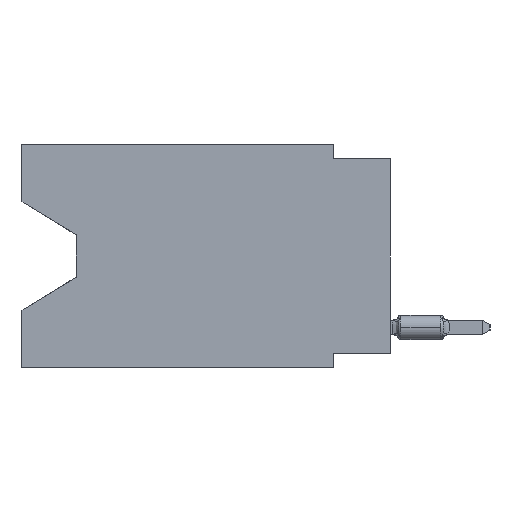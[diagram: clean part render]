
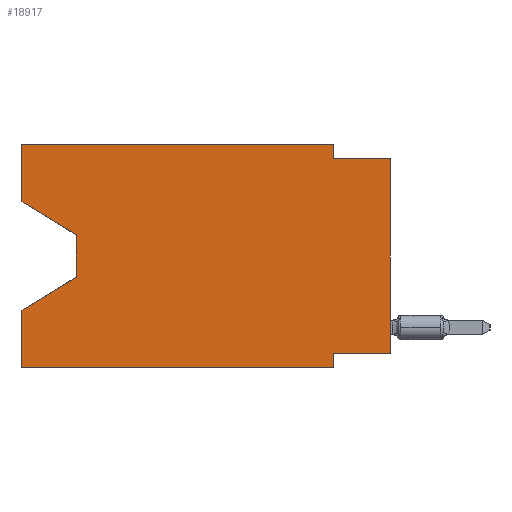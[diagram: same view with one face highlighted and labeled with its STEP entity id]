
A CAD part, left-side view. The second image highlights one B-rep face of the part: STEP entity #18917.
In plain terms, the highlighted planar face has unit normal (-1, 0, 0).
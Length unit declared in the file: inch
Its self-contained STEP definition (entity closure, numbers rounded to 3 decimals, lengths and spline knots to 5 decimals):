
#758 = EDGE_CURVE ( 'NONE', #21434, #7582, #23179, .T. ) ;
#930 = LINE ( 'NONE', #7963, #24052 ) ;
#964 = ORIENTED_EDGE ( 'NONE', *, *, #758, .T. ) ;
#1214 = ORIENTED_EDGE ( 'NONE', *, *, #15446, .F. ) ;
#1307 = VERTEX_POINT ( 'NONE', #2179 ) ;
#1667 = VECTOR ( 'NONE', #21528, 39.37008 ) ;
#1852 = LINE ( 'NONE', #23083, #3833 ) ;
#2079 = EDGE_CURVE ( 'NONE', #2885, #4996, #19789, .T. ) ;
#2179 = CARTESIAN_POINT ( 'NONE',  ( 0., 0.1, -0.025 ) ) ;
#2239 = CARTESIAN_POINT ( 'NONE',  ( 0., 0.55, -0.158 ) ) ;
#2361 = LINE ( 'NONE', #2239, #13429 ) ;
#2392 = DIRECTION ( 'NONE',  ( 0., -1., 0. ) ) ;
#2784 = CARTESIAN_POINT ( 'NONE',  ( 0., 0.1, -0.39 ) ) ;
#2885 = VERTEX_POINT ( 'NONE', #10328 ) ;
#2990 = VERTEX_POINT ( 'NONE', #22786 ) ;
#3139 = VERTEX_POINT ( 'NONE', #13740 ) ;
#3358 = VECTOR ( 'NONE', #20573, 39.37008 ) ;
#3833 = VECTOR ( 'NONE', #15568, 39.37008 ) ;
#4038 = LINE ( 'NONE', #7607, #7154 ) ;
#4088 = CARTESIAN_POINT ( 'NONE',  ( 0., 0.645, -0.39 ) ) ;
#4244 = LINE ( 'NONE', #11992, #14879 ) ;
#4864 = ORIENTED_EDGE ( 'NONE', *, *, #5652, .T. ) ;
#4996 = VERTEX_POINT ( 'NONE', #2784 ) ;
#5088 = ORIENTED_EDGE ( 'NONE', *, *, #16426, .T. ) ;
#5099 = VECTOR ( 'NONE', #10871, 39.37008 ) ;
#5652 = EDGE_CURVE ( 'NONE', #8766, #4996, #16058, .T. ) ;
#6148 = DIRECTION ( 'NONE',  ( 0., -1., 0. ) ) ;
#6323 = LINE ( 'NONE', #19694, #20036 ) ;
#6325 = LINE ( 'NONE', #14067, #18470 ) ;
#6582 = CARTESIAN_POINT ( 'NONE',  ( 0., 0., -0.025 ) ) ;
#6602 = EDGE_CURVE ( 'NONE', #21434, #3139, #4244, .T. ) ;
#7154 = VECTOR ( 'NONE', #19700, 39.37008 ) ;
#7582 = VERTEX_POINT ( 'NONE', #12173 ) ;
#7607 = CARTESIAN_POINT ( 'NONE',  ( 0., 0.1, 0. ) ) ;
#7880 = EDGE_CURVE ( 'NONE', #16410, #2885, #930, .T. ) ;
#7963 = CARTESIAN_POINT ( 'NONE',  ( 0., 0., -0.365 ) ) ;
#8370 = CARTESIAN_POINT ( 'NONE',  ( 0., 0.645, -0.39 ) ) ;
#8405 = FACE_OUTER_BOUND ( 'NONE', #14155, .T. ) ;
#8514 = CARTESIAN_POINT ( 'NONE',  ( 0., 0.645, -0.28975 ) ) ;
#8766 = VERTEX_POINT ( 'NONE', #8370 ) ;
#9094 = CARTESIAN_POINT ( 'NONE',  ( 0., 0.645, -0.10025 ) ) ;
#10086 = DIRECTION ( 'NONE',  ( 0., 0., 1. ) ) ;
#10328 = CARTESIAN_POINT ( 'NONE',  ( 0., 0.1, -0.365 ) ) ;
#10501 = EDGE_CURVE ( 'NONE', #20046, #13272, #6325, .T. ) ;
#10633 = LINE ( 'NONE', #21975, #3358 ) ;
#10871 = DIRECTION ( 'NONE',  ( 0., -0.855, -0.519 ) ) ;
#10981 = ORIENTED_EDGE ( 'NONE', *, *, #2079, .F. ) ;
#11233 = ORIENTED_EDGE ( 'NONE', *, *, #14040, .T. ) ;
#11500 = DIRECTION ( 'NONE',  ( 0., 0., -1. ) ) ;
#11992 = CARTESIAN_POINT ( 'NONE',  ( 0., 0.645, 0. ) ) ;
#12173 = CARTESIAN_POINT ( 'NONE',  ( 0., 0.55, -0.158 ) ) ;
#12293 = CARTESIAN_POINT ( 'NONE',  ( 0., 0., -0.365 ) ) ;
#12586 = PLANE ( 'NONE',  #20848 ) ;
#12717 = EDGE_CURVE ( 'NONE', #8766, #13272, #1852, .T. ) ;
#13128 = CARTESIAN_POINT ( 'NONE',  ( 0., 0.645, -0.10025 ) ) ;
#13272 = VERTEX_POINT ( 'NONE', #8514 ) ;
#13360 = ORIENTED_EDGE ( 'NONE', *, *, #10501, .T. ) ;
#13429 = VECTOR ( 'NONE', #13782, 39.37008 ) ;
#13740 = CARTESIAN_POINT ( 'NONE',  ( 0., 0.645, 0. ) ) ;
#13782 = DIRECTION ( 'NONE',  ( 0., 0., -1. ) ) ;
#13948 = DIRECTION ( 'NONE',  ( 0., 0.855, -0.519 ) ) ;
#14040 = EDGE_CURVE ( 'NONE', #7582, #20046, #2361, .T. ) ;
#14067 = CARTESIAN_POINT ( 'NONE',  ( 0., 0.55, -0.232 ) ) ;
#14155 = EDGE_LOOP ( 'NONE', ( #964, #11233, #13360, #21352, #4864, #10981, #17353, #5088, #1214, #16520, #17952, #16651 ) ) ;
#14243 = DIRECTION ( 'NONE',  ( 0., 0., -1. ) ) ;
#14879 = VECTOR ( 'NONE', #10086, 39.37008 ) ;
#15446 = EDGE_CURVE ( 'NONE', #1307, #16477, #17976, .T. ) ;
#15568 = DIRECTION ( 'NONE',  ( 0., 0., 1. ) ) ;
#16058 = LINE ( 'NONE', #4088, #1667 ) ;
#16410 = VERTEX_POINT ( 'NONE', #12293 ) ;
#16426 = EDGE_CURVE ( 'NONE', #16410, #16477, #10633, .T. ) ;
#16477 = VERTEX_POINT ( 'NONE', #6582 ) ;
#16520 = ORIENTED_EDGE ( 'NONE', *, *, #20776, .F. ) ;
#16651 = ORIENTED_EDGE ( 'NONE', *, *, #6602, .F. ) ;
#17353 = ORIENTED_EDGE ( 'NONE', *, *, #7880, .F. ) ;
#17952 = ORIENTED_EDGE ( 'NONE', *, *, #18507, .F. ) ;
#17976 = LINE ( 'NONE', #23588, #22431 ) ;
#18233 = DIRECTION ( 'NONE',  ( 0., 1., 0. ) ) ;
#18470 = VECTOR ( 'NONE', #13948, 39.37008 ) ;
#18507 = EDGE_CURVE ( 'NONE', #3139, #2990, #6323, .T. ) ;
#18568 = VECTOR ( 'NONE', #11500, 39.37008 ) ;
#18917 = ADVANCED_FACE ( 'NONE', ( #8405 ), #12586, .F. ) ;
#19535 = CARTESIAN_POINT ( 'NONE',  ( 0., 0.55, -0.232 ) ) ;
#19694 = CARTESIAN_POINT ( 'NONE',  ( 0., 0.645, 0. ) ) ;
#19700 = DIRECTION ( 'NONE',  ( 0., 0., -1. ) ) ;
#19789 = LINE ( 'NONE', #21443, #18568 ) ;
#20036 = VECTOR ( 'NONE', #2392, 39.37008 ) ;
#20046 = VERTEX_POINT ( 'NONE', #19535 ) ;
#20573 = DIRECTION ( 'NONE',  ( 0., 0., 1. ) ) ;
#20776 = EDGE_CURVE ( 'NONE', #2990, #1307, #4038, .T. ) ;
#20848 = AXIS2_PLACEMENT_3D ( 'NONE', #24192, #23937, #14243 ) ;
#21352 = ORIENTED_EDGE ( 'NONE', *, *, #12717, .F. ) ;
#21434 = VERTEX_POINT ( 'NONE', #13128 ) ;
#21443 = CARTESIAN_POINT ( 'NONE',  ( 0., 0.1, -0.39 ) ) ;
#21528 = DIRECTION ( 'NONE',  ( 0., -1., 0. ) ) ;
#21975 = CARTESIAN_POINT ( 'NONE',  ( 0., 0., 0. ) ) ;
#22431 = VECTOR ( 'NONE', #6148, 39.37008 ) ;
#22786 = CARTESIAN_POINT ( 'NONE',  ( 0., 0.1, 0. ) ) ;
#23083 = CARTESIAN_POINT ( 'NONE',  ( 0., 0.645, 0. ) ) ;
#23179 = LINE ( 'NONE', #9094, #5099 ) ;
#23588 = CARTESIAN_POINT ( 'NONE',  ( 0., 0., -0.025 ) ) ;
#23937 = DIRECTION ( 'NONE',  ( 1., 0., 0. ) ) ;
#24052 = VECTOR ( 'NONE', #18233, 39.37008 ) ;
#24192 = CARTESIAN_POINT ( 'NONE',  ( 0., 0.645, 0. ) ) ;
